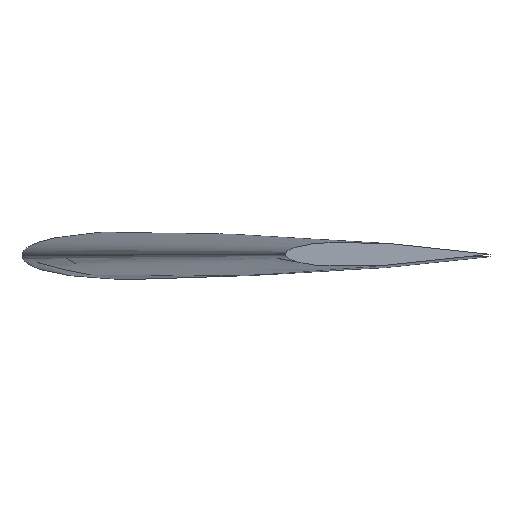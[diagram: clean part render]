
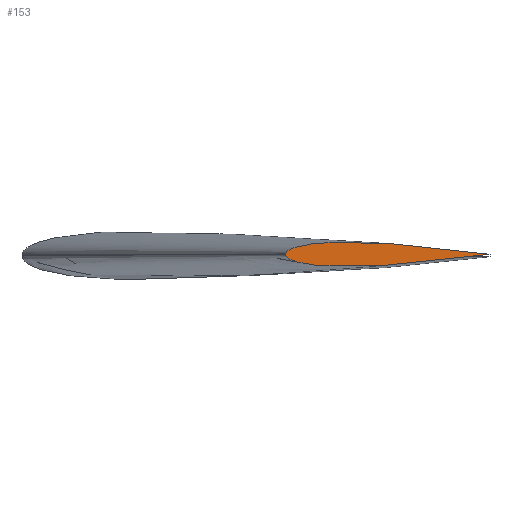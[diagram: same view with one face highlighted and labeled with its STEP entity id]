
A CAD part, top view. The second image highlights one B-rep face of the part: STEP entity #153.
In plain terms, the highlighted planar face has unit normal (0, 0, 1).
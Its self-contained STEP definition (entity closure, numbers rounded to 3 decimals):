
#72=PLANE('',#182);
#80=ORIENTED_EDGE('',*,*,#100,.T.);
#81=ORIENTED_EDGE('',*,*,#104,.T.);
#100=EDGE_CURVE('',#112,#113,#120,.F.);
#104=EDGE_CURVE('',#113,#112,#124,.F.);
#112=VERTEX_POINT('',#435);
#113=VERTEX_POINT('',#436);
#120=B_SPLINE_CURVE_WITH_KNOTS('',3,(#397,#398,#399,#400,#401,#402,#403,
#404,#405,#406,#407,#408,#409,#410,#411,#412,#413,#414,#415,#416,#417,#418,
#419,#420,#421,#422,#423,#424,#425,#426,#427,#428,#429,#430,#431,#432,#433,
#434),.UNSPECIFIED.,.F.,.F.,(4,1,1,1,1,1,1,1,1,1,1,1,1,1,1,1,1,1,1,1,1,
1,1,1,1,1,1,1,1,1,1,1,1,1,1,4),(0.,0.008,0.016,0.031,0.063,0.125,
0.25,0.375,0.438,0.5,0.563,0.625,0.688,0.75,0.781,0.813,0.828,
0.844,0.875,0.891,0.898,0.906,0.922,0.93,0.938,0.945,
0.953,0.961,0.969,0.973,0.977,0.984,0.992,0.996,
0.998,1.),.UNSPECIFIED.);
#124=B_SPLINE_CURVE_WITH_KNOTS('',3,(#486,#487,#488,#489,#490,#491,#492,
#493,#494,#495,#496,#497,#498,#499,#500,#501,#502,#503,#504,#505,#506,#507,
#508,#509,#510,#511,#512),.UNSPECIFIED.,.F.,.F.,(4,1,1,1,1,1,1,1,1,1,1,
1,1,1,1,1,1,1,1,1,1,1,1,1,4),(0.,0.002,0.004,0.008,0.016,
0.023,0.031,0.039,0.047,0.063,0.078,0.094,0.125,0.156,
0.188,0.25,0.313,0.375,0.438,0.5,0.563,0.625,0.75,0.875,1.),
 .UNSPECIFIED.);
#133=EDGE_LOOP('',(#80,#81));
#141=FACE_BOUND('',#133,.T.);
#153=ADVANCED_FACE('',(#141),#72,.F.);
#182=AXIS2_PLACEMENT_3D('',#485,#204,#205);
#204=DIRECTION('',(0.,0.,-1.));
#205=DIRECTION('',(-1.,0.,0.));
#397=CARTESIAN_POINT('',(1375.,0.,2000.));
#398=CARTESIAN_POINT('',(1373.423,-0.229,2000.));
#399=CARTESIAN_POINT('',(1370.27,-0.686,2000.));
#400=CARTESIAN_POINT('',(1363.96,-1.589,2000.));
#401=CARTESIAN_POINT('',(1352.916,-3.147,2000.));
#402=CARTESIAN_POINT('',(1330.814,-6.17,2000.));
#403=CARTESIAN_POINT('',(1286.564,-11.867,2000.));
#404=CARTESIAN_POINT('',(1223.242,-19.136,2000.));
#405=CARTESIAN_POINT('',(1159.801,-25.288,2000.));
#406=CARTESIAN_POINT('',(1108.98,-29.423,2000.));
#407=CARTESIAN_POINT('',(1070.83,-32.071,2000.));
#408=CARTESIAN_POINT('',(1032.645,-34.172,2000.));
#409=CARTESIAN_POINT('',(994.429,-35.595,2000.));
#410=CARTESIAN_POINT('',(956.189,-36.194,2000.));
#411=CARTESIAN_POINT('',(924.32,-35.759,2000.));
#412=CARTESIAN_POINT('',(898.845,-34.715,2000.));
#413=CARTESIAN_POINT('',(882.944,-33.683,2000.));
#414=CARTESIAN_POINT('',(870.243,-32.6,2000.));
#415=CARTESIAN_POINT('',(857.559,-31.328,2000.));
#416=CARTESIAN_POINT('',(844.911,-29.724,2000.));
#417=CARTESIAN_POINT('',(833.902,-27.924,2000.));
#418=CARTESIAN_POINT('',(827.631,-26.783,2000.));
#419=CARTESIAN_POINT('',(821.377,-25.556,2000.));
#420=CARTESIAN_POINT('',(815.159,-24.147,2000.));
#421=CARTESIAN_POINT('',(808.999,-22.509,2000.));
#422=CARTESIAN_POINT('',(804.414,-21.157,2000.));
#423=CARTESIAN_POINT('',(799.864,-19.687,2000.));
#424=CARTESIAN_POINT('',(795.37,-18.057,2000.));
#425=CARTESIAN_POINT('',(790.959,-16.205,2000.));
#426=CARTESIAN_POINT('',(787.399,-14.418,2000.));
#427=CARTESIAN_POINT('',(784.644,-12.811,2000.));
#428=CARTESIAN_POINT('',(781.979,-11.063,2000.));
#429=CARTESIAN_POINT('',(778.869,-8.546,2000.));
#430=CARTESIAN_POINT('',(776.391,-5.371,2000.));
#431=CARTESIAN_POINT('',(775.342,-2.761,2000.));
#432=CARTESIAN_POINT('',(775.03,-1.203,2000.));
#433=CARTESIAN_POINT('',(774.996,-0.401,2000.));
#434=CARTESIAN_POINT('',(774.999,-0.002,2000.));
#435=CARTESIAN_POINT('',(774.999,-0.002,2000.));
#436=CARTESIAN_POINT('',(1375.,0.,2000.));
#485=CARTESIAN_POINT('',(1075.,-0.004,2000.));
#486=CARTESIAN_POINT('',(774.999,-0.002,2000.));
#487=CARTESIAN_POINT('',(775.003,0.398,2000.));
#488=CARTESIAN_POINT('',(775.05,1.194,2000.));
#489=CARTESIAN_POINT('',(775.35,2.764,2000.));
#490=CARTESIAN_POINT('',(776.379,5.378,2000.));
#491=CARTESIAN_POINT('',(778.872,8.544,2000.));
#492=CARTESIAN_POINT('',(782.6,11.565,2000.));
#493=CARTESIAN_POINT('',(786.688,14.057,2000.));
#494=CARTESIAN_POINT('',(790.965,16.194,2000.));
#495=CARTESIAN_POINT('',(796.844,18.669,2000.));
#496=CARTESIAN_POINT('',(804.388,21.244,2000.));
#497=CARTESIAN_POINT('',(813.611,23.774,2000.));
#498=CARTESIAN_POINT('',(826.045,26.596,2000.));
#499=CARTESIAN_POINT('',(841.752,29.316,2000.));
#500=CARTESIAN_POINT('',(860.719,31.739,2000.));
#501=CARTESIAN_POINT('',(886.114,34.066,2000.));
#502=CARTESIAN_POINT('',(917.947,35.685,2000.));
#503=CARTESIAN_POINT('',(956.19,36.18,2000.));
#504=CARTESIAN_POINT('',(994.43,35.591,2000.));
#505=CARTESIAN_POINT('',(1032.646,34.173,2000.));
#506=CARTESIAN_POINT('',(1070.831,32.07,2000.));
#507=CARTESIAN_POINT('',(1108.981,29.427,2000.));
#508=CARTESIAN_POINT('',(1159.802,25.284,2000.));
#509=CARTESIAN_POINT('',(1223.242,19.135,2000.));
#510=CARTESIAN_POINT('',(1299.229,10.418,2000.));
#511=CARTESIAN_POINT('',(1349.771,3.667,2000.));
#512=CARTESIAN_POINT('',(1375.,0.,2000.));
